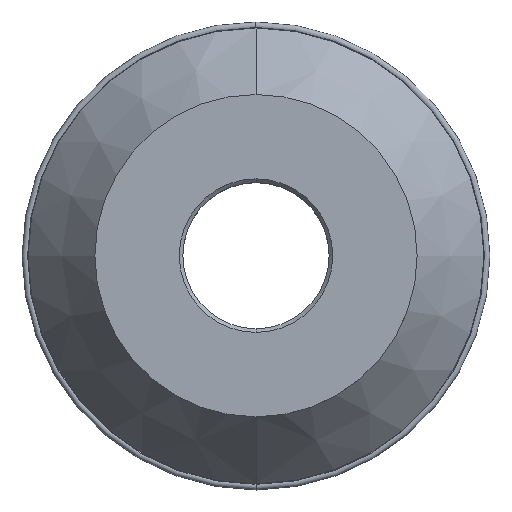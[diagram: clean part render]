
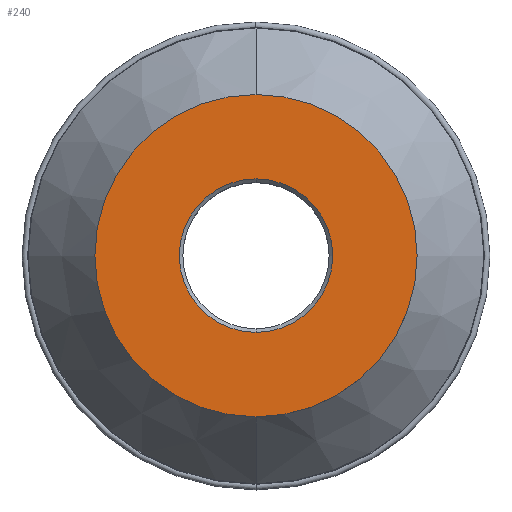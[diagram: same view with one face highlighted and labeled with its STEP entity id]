
A CAD part, top view. The second image highlights one B-rep face of the part: STEP entity #240.
In plain terms, the highlighted planar face has unit normal (0, 0, 1).
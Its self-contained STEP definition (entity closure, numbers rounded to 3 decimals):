
#224=EDGE_CURVE('',#248,#432,#557,.T.);
#240=ADVANCED_FACE('',(#574,#575),#576,.T.);
#248=VERTEX_POINT('',#584);
#268=VERTEX_POINT('',#608);
#308=EDGE_CURVE('',#268,#384,#653,.T.);
#334=EDGE_CURVE('',#384,#268,#683,.T.);
#384=VERTEX_POINT('',#739);
#424=EDGE_CURVE('',#432,#248,#780,.T.);
#432=VERTEX_POINT('',#788);
#557=CIRCLE('',#918,16.669);
#574=FACE_BOUND('',#940,.T.);
#575=FACE_OUTER_BOUND('',#941,.T.);
#576=PLANE('',#942);
#584=CARTESIAN_POINT('',(0.0,16.669,0.0));
#608=CARTESIAN_POINT('',(0.,-35.0,0.0));
#653=CIRCLE('',#1040,35.0);
#683=CIRCLE('',#1077,35.0);
#739=CARTESIAN_POINT('',(0.0,35.0,0.0));
#780=CIRCLE('',#1203,16.669);
#788=CARTESIAN_POINT('',(0.,-16.669,0.0));
#918=AXIS2_PLACEMENT_3D('',#1374,#1375,#1376);
#940=EDGE_LOOP('',(#1392,#1393));
#941=EDGE_LOOP('',(#1394,#1395));
#942=AXIS2_PLACEMENT_3D('',#1396,#1397,#1398);
#1040=AXIS2_PLACEMENT_3D('',#1512,#1513,#1514);
#1077=AXIS2_PLACEMENT_3D('',#1556,#1557,#1558);
#1203=AXIS2_PLACEMENT_3D('',#1678,#1679,#1680);
#1374=CARTESIAN_POINT('',(0.0,0.0,0.0));
#1375=DIRECTION('',(-0.0,0.0,-1.0));
#1376=DIRECTION('',(0.0,1.0,0.0));
#1392=ORIENTED_EDGE('',*,*,#224,.T.);
#1393=ORIENTED_EDGE('',*,*,#424,.T.);
#1394=ORIENTED_EDGE('',*,*,#334,.F.);
#1395=ORIENTED_EDGE('',*,*,#308,.F.);
#1396=CARTESIAN_POINT('',(0.0,17.5,0.0));
#1397=DIRECTION('',(-0.0,0.0,1.0));
#1398=DIRECTION('',(0.0,-1.0,0.0));
#1512=CARTESIAN_POINT('',(0.0,0.0,0.0));
#1513=DIRECTION('',(0.0,0.0,-1.0));
#1514=DIRECTION('',(0.0,1.0,0.0));
#1556=CARTESIAN_POINT('',(0.0,0.0,0.0));
#1557=DIRECTION('',(0.0,0.0,-1.0));
#1558=DIRECTION('',(0.0,1.0,0.0));
#1678=CARTESIAN_POINT('',(0.0,0.0,0.0));
#1679=DIRECTION('',(-0.0,0.0,-1.0));
#1680=DIRECTION('',(0.0,1.0,0.0));
